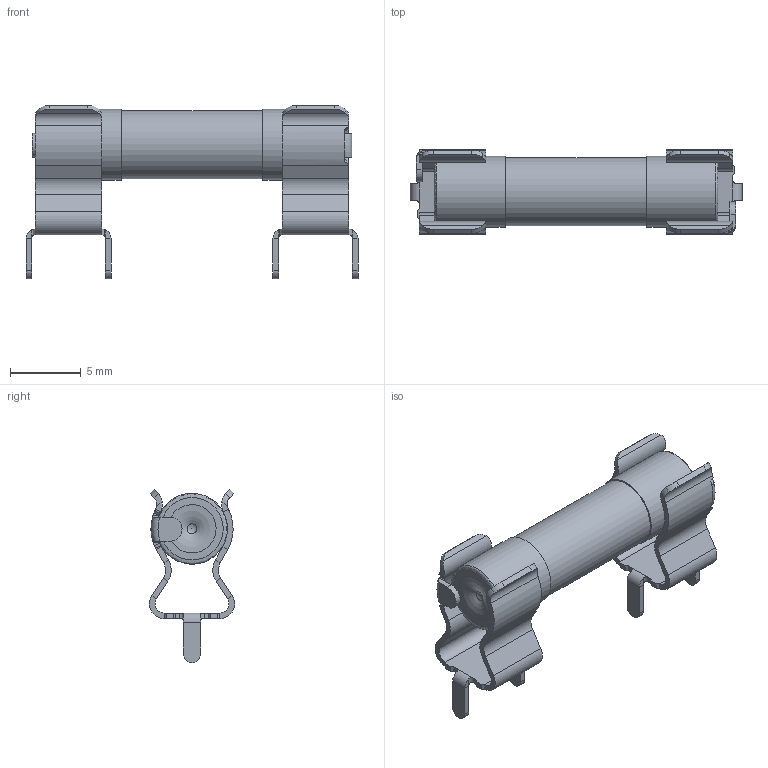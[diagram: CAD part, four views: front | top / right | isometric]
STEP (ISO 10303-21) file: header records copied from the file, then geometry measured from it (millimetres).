
FILE_DESCRIPTION(('STEP AP214'), '1');
FILE_NAME('FC-001', '', ('UNSPECIFIED'), ('UNSPECIFIED'), 'ASCON STEP Converter 1.3', 'ASCON Math Kernel', '');
FILE_SCHEMA(('AUTOMOTIVE_DESIGN { 1 0 10303 214 3 1 1}'));
Length unit declared in the file: millimetre
Assembly tree (2 placements, depth 2):
  (unnamed)
    (unnamed)
    (unnamed)
Bounding box: 23.4 x 5.99 x 12.22 mm (x, y, z)
Volume: 249.9 mm3; surface area: 1480.5 mm2
Topology: 6 solids, 6 shells, 261 faces, 575 edges, 326 vertices
Faces by surface type: plane 162, cylinder 81, torus 8, sphere 6, revolution 4
Full cylindrical faces by diameter (mm): 0.1 x1, 3.8 x1, 4.8 x3, 5 x2
Entity records: 10046 total; most frequent: CARTESIAN_POINT 2240, DIRECTION 1168, ORIENTED_EDGE 1096, EDGE_CURVE 548, AXIS2_PLACEMENT_3D 408, LINE 348, VECTOR 348, VERTEX_POINT 320
